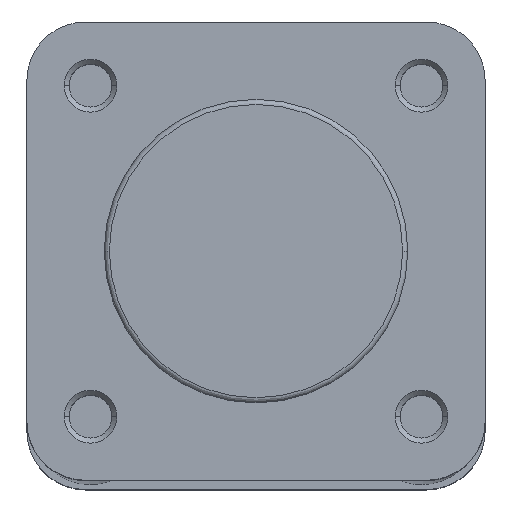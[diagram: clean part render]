
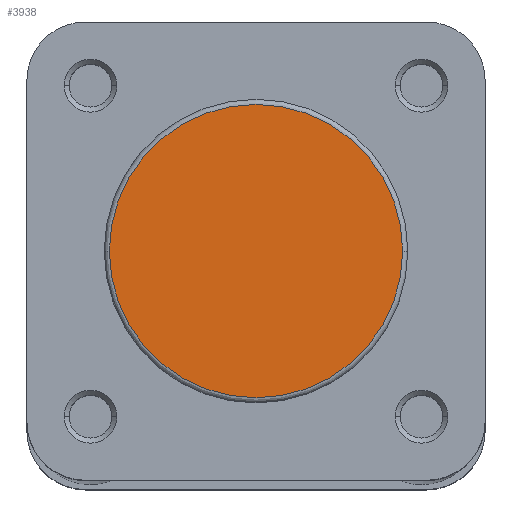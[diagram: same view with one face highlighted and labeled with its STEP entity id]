
A CAD part, top view. The second image highlights one B-rep face of the part: STEP entity #3938.
In plain terms, the highlighted planar face has unit normal (0, 0, 1).
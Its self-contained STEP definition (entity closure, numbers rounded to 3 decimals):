
#82 = EDGE_LOOP ( 'NONE', ( #4735, #4734 ) ) ;
#492 = CARTESIAN_POINT ( 'NONE',  ( 0., 0., 0. ) ) ;
#493 = DIRECTION ( 'NONE',  ( 0., 0., 1. ) ) ;
#494 = DIRECTION ( 'NONE',  ( -1., 0., 0. ) ) ;
#606 = CARTESIAN_POINT ( 'NONE',  ( 0., 0., 0. ) ) ;
#608 = DIRECTION ( 'NONE',  ( 0., 0., 1. ) ) ;
#609 = DIRECTION ( 'NONE',  ( -1., 0., 0. ) ) ;
#1381 = CARTESIAN_POINT ( 'NONE',  ( 0., 14.9, 0. ) ) ;
#1382 = PLANE ( 'NONE',  #3314 ) ;
#1384 = DIRECTION ( 'NONE',  ( 0., 0., -1. ) ) ;
#1385 = DIRECTION ( 'NONE',  ( -1., 0., 0. ) ) ;
#1664 = FACE_OUTER_BOUND ( 'NONE', #82, .T. ) ;
#2088 = VERTEX_POINT ( 'NONE', #2349 ) ;
#2089 = VERTEX_POINT ( 'NONE', #2298 ) ;
#2298 = CARTESIAN_POINT ( 'NONE',  ( 14.4, 0., 0. ) ) ;
#2349 = CARTESIAN_POINT ( 'NONE',  ( -14.4, 0., 0. ) ) ;
#2808 = EDGE_CURVE ( 'NONE', #2088, #2089, #5346, .T. ) ;
#2854 = EDGE_CURVE ( 'NONE', #2089, #2088, #5415, .T. ) ;
#3117 = AXIS2_PLACEMENT_3D ( 'NONE', #492, #493, #494 ) ;
#3140 = AXIS2_PLACEMENT_3D ( 'NONE', #606, #608, #609 ) ;
#3314 = AXIS2_PLACEMENT_3D ( 'NONE', #1381, #1384, #1385 ) ;
#3938 = ADVANCED_FACE ( 'NONE', ( #1664 ), #1382, .F. ) ;
#4734 = ORIENTED_EDGE ( 'NONE', *, *, #2854, .T. ) ;
#4735 = ORIENTED_EDGE ( 'NONE', *, *, #2808, .T. ) ;
#5346 = CIRCLE ( 'NONE', #3117, 14.4 ) ;
#5415 = CIRCLE ( 'NONE', #3140, 14.4 ) ;
